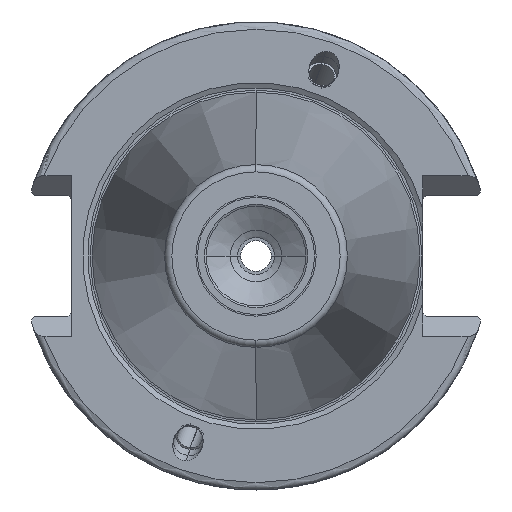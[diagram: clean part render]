
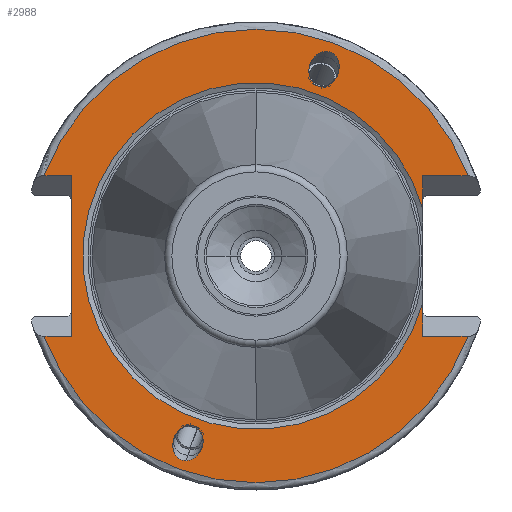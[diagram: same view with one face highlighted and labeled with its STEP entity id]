
A CAD part, left-side view. The second image highlights one B-rep face of the part: STEP entity #2988.
In plain terms, the highlighted planar face has unit normal (-1, 0, 0).
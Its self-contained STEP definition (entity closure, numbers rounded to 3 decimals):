
#365=DIRECTION('',(0.,0.,-1.));
#366=VECTOR('',#365,21.78);
#367=CARTESIAN_POINT('',(1.,25.,10.89));
#368=LINE('',#367,#366);
#593=CARTESIAN_POINT('',(1.,28.757,-10.89));
#599=DIRECTION('',(0.,1.,0.));
#600=VECTOR('',#599,3.757);
#601=CARTESIAN_POINT('',(1.,25.,-10.89));
#602=LINE('',#601,#600);
#603=DIRECTION('',(0.,-1.,0.));
#604=VECTOR('',#603,3.757);
#605=CARTESIAN_POINT('',(1.,28.757,10.89));
#606=LINE('',#605,#604);
#607=DIRECTION('',(0.,-1.,0.));
#608=VECTOR('',#607,6.157);
#609=CARTESIAN_POINT('',(1.,-22.6,10.89));
#610=LINE('',#609,#608);
#611=DIRECTION('',(0.,1.,0.));
#612=VECTOR('',#611,6.157);
#613=CARTESIAN_POINT('',(1.,-28.757,-10.89));
#614=LINE('',#613,#612);
#615=CARTESIAN_POINT('',(1.,9.498,-27.766));
#616=CARTESIAN_POINT('',(1.,9.738,-27.766));
#617=CARTESIAN_POINT('',(1.,10.246,-27.663));
#618=CARTESIAN_POINT('',(1.,10.912,-27.117));
#619=CARTESIAN_POINT('',(1.,11.284,-26.257));
#620=CARTESIAN_POINT('',(1.,11.318,-25.372));
#621=CARTESIAN_POINT('',(1.,11.09,-24.486));
#622=CARTESIAN_POINT('',(1.,10.528,-23.627));
#623=CARTESIAN_POINT('',(1.,9.742,-23.08));
#624=CARTESIAN_POINT('',(1.,9.212,-22.978));
#625=CARTESIAN_POINT('',(1.,8.971,-22.978));
#627=CARTESIAN_POINT('',(1.,8.971,-22.978));
#628=CARTESIAN_POINT('',(1.,8.731,-22.978));
#629=CARTESIAN_POINT('',(1.,8.223,-23.08));
#630=CARTESIAN_POINT('',(1.,7.557,-23.627));
#631=CARTESIAN_POINT('',(1.,7.185,-24.486));
#632=CARTESIAN_POINT('',(1.,7.151,-25.372));
#633=CARTESIAN_POINT('',(1.,7.379,-26.257));
#634=CARTESIAN_POINT('',(1.,7.941,-27.117));
#635=CARTESIAN_POINT('',(1.,8.727,-27.663));
#636=CARTESIAN_POINT('',(1.,9.257,-27.766));
#637=CARTESIAN_POINT('',(1.,9.498,-27.766));
#639=CARTESIAN_POINT('',(1.,-8.971,22.978));
#640=CARTESIAN_POINT('',(1.,-8.731,22.978));
#641=CARTESIAN_POINT('',(1.,-8.223,23.08));
#642=CARTESIAN_POINT('',(1.,-7.557,23.627));
#643=CARTESIAN_POINT('',(1.,-7.185,24.486));
#644=CARTESIAN_POINT('',(1.,-7.151,25.372));
#645=CARTESIAN_POINT('',(1.,-7.379,26.257));
#646=CARTESIAN_POINT('',(1.,-7.941,27.117));
#647=CARTESIAN_POINT('',(1.,-8.727,27.663));
#648=CARTESIAN_POINT('',(1.,-9.257,27.766));
#649=CARTESIAN_POINT('',(1.,-9.498,27.766));
#651=CARTESIAN_POINT('',(1.,-9.498,27.766));
#652=CARTESIAN_POINT('',(1.,-9.738,27.766));
#653=CARTESIAN_POINT('',(1.,-10.246,27.663));
#654=CARTESIAN_POINT('',(1.,-10.912,27.117));
#655=CARTESIAN_POINT('',(1.,-11.284,26.257));
#656=CARTESIAN_POINT('',(1.,-11.318,25.372));
#657=CARTESIAN_POINT('',(1.,-11.09,24.486));
#658=CARTESIAN_POINT('',(1.,-10.528,23.627));
#659=CARTESIAN_POINT('',(1.,-9.742,23.08));
#660=CARTESIAN_POINT('',(1.,-9.212,22.978));
#661=CARTESIAN_POINT('',(1.,-8.971,22.978));
#668=CARTESIAN_POINT('',(1.,0.,0.));
#669=DIRECTION('',(-1.,0.,0.));
#670=DIRECTION('',(0.,0.935,-0.354));
#671=AXIS2_PLACEMENT_3D('',#668,#669,#670);
#892=DIRECTION('',(0.,0.,1.));
#893=VECTOR('',#892,4.449);
#894=CARTESIAN_POINT('',(1.,-22.6,-10.89));
#895=LINE('',#894,#893);
#896=DIRECTION('',(0.,0.,1.));
#897=VECTOR('',#896,4.449);
#898=CARTESIAN_POINT('',(1.,-22.6,6.441));
#899=LINE('',#898,#897);
#912=CARTESIAN_POINT('',(1.,-28.757,-10.89));
#932=CARTESIAN_POINT('',(1.,-22.6,-6.441));
#934=CARTESIAN_POINT('',(1.,0.,0.));
#935=DIRECTION('',(1.,0.,0.));
#936=DIRECTION('',(0.,-0.962,-0.274));
#937=AXIS2_PLACEMENT_3D('',#934,#935,#936);
#939=CARTESIAN_POINT('',(1.,-22.6,6.441));
#1041=CARTESIAN_POINT('',(1.,-28.757,10.89));
#1447=CARTESIAN_POINT('',(1.,0.,0.));
#1448=DIRECTION('',(-1.,0.,0.));
#1449=DIRECTION('',(0.,-0.935,0.354));
#1450=AXIS2_PLACEMENT_3D('',#1447,#1448,#1449);
#1460=CARTESIAN_POINT('',(1.,28.757,10.89));
#1797=VERTEX_POINT('',#939);
#1798=VERTEX_POINT('',#932);
#1853=CARTESIAN_POINT('',(1.,25.,10.89));
#1854=CARTESIAN_POINT('',(1.,25.,-10.89));
#1855=VERTEX_POINT('',#1853);
#1856=VERTEX_POINT('',#1854);
#1857=CARTESIAN_POINT('',(1.,-22.6,-10.89));
#1858=VERTEX_POINT('',#1857);
#1859=CARTESIAN_POINT('',(1.,-22.6,10.89));
#1860=VERTEX_POINT('',#1859);
#1862=VERTEX_POINT('',#593);
#1863=VERTEX_POINT('',#912);
#1866=VERTEX_POINT('',#1041);
#1867=VERTEX_POINT('',#1460);
#1957=VERTEX_POINT('',#615);
#1958=VERTEX_POINT('',#625);
#2003=CARTESIAN_POINT('',(1.,-8.971,22.978));
#2004=VERTEX_POINT('',#2003);
#2005=CARTESIAN_POINT('',(1.,-9.498,27.766));
#2006=VERTEX_POINT('',#2005);
#2951=CARTESIAN_POINT('',(1.,0.,0.));
#2952=DIRECTION('',(1.,0.,0.));
#2953=DIRECTION('',(0.,0.,1.));
#2954=AXIS2_PLACEMENT_3D('',#2951,#2952,#2953);
#2955=PLANE('',#2954);
#2957=ORIENTED_EDGE('',*,*,#2956,.F.);
#2958=ORIENTED_EDGE('',*,*,#2940,.F.);
#2959=ORIENTED_EDGE('',*,*,#2646,.F.);
#2961=ORIENTED_EDGE('',*,*,#2960,.F.);
#2963=ORIENTED_EDGE('',*,*,#2962,.F.);
#2965=ORIENTED_EDGE('',*,*,#2964,.F.);
#2967=ORIENTED_EDGE('',*,*,#2966,.F.);
#2969=ORIENTED_EDGE('',*,*,#2968,.F.);
#2971=ORIENTED_EDGE('',*,*,#2970,.F.);
#2973=ORIENTED_EDGE('',*,*,#2972,.F.);
#2974=EDGE_LOOP('',(#2957,#2958,#2959,#2961,#2963,#2965,#2967,#2969,#2971,
#2973));
#2975=FACE_OUTER_BOUND('',#2974,.F.);
#2977=ORIENTED_EDGE('',*,*,#2976,.F.);
#2979=ORIENTED_EDGE('',*,*,#2978,.F.);
#2980=EDGE_LOOP('',(#2977,#2979));
#2981=FACE_BOUND('',#2980,.F.);
#2983=ORIENTED_EDGE('',*,*,#2982,.F.);
#2985=ORIENTED_EDGE('',*,*,#2984,.F.);
#2986=EDGE_LOOP('',(#2983,#2985));
#2987=FACE_BOUND('',#2986,.F.);
#2988=ADVANCED_FACE('',(#2975,#2981,#2987),#2955,.F.);
#626=B_SPLINE_CURVE_WITH_KNOTS('',3,(#615,#616,#617,#618,#619,#620,#621,#622,
#623,#624,#625),.UNSPECIFIED.,.F.,.F.,(4,1,1,1,1,1,1,1,4),(0.,0.125,0.25,
0.375,0.5,0.625,0.75,0.875,1.),.UNSPECIFIED.);
#638=B_SPLINE_CURVE_WITH_KNOTS('',3,(#627,#628,#629,#630,#631,#632,#633,#634,
#635,#636,#637),.UNSPECIFIED.,.F.,.F.,(4,1,1,1,1,1,1,1,4),(0.,0.125,0.25,
0.375,0.5,0.625,0.75,0.875,1.),.UNSPECIFIED.);
#650=B_SPLINE_CURVE_WITH_KNOTS('',3,(#639,#640,#641,#642,#643,#644,#645,#646,
#647,#648,#649),.UNSPECIFIED.,.F.,.F.,(4,1,1,1,1,1,1,1,4),(0.,0.125,0.25,
0.375,0.5,0.625,0.75,0.875,1.),.UNSPECIFIED.);
#662=B_SPLINE_CURVE_WITH_KNOTS('',3,(#651,#652,#653,#654,#655,#656,#657,#658,
#659,#660,#661),.UNSPECIFIED.,.F.,.F.,(4,1,1,1,1,1,1,1,4),(0.,0.125,0.25,
0.375,0.5,0.625,0.75,0.875,1.),.UNSPECIFIED.);
#672=CIRCLE('',#671,30.75);
#938=CIRCLE('',#937,23.5);
#1451=CIRCLE('',#1450,30.75);
#2646=EDGE_CURVE('',#1855,#1856,#368,.T.);
#2940=EDGE_CURVE('',#1856,#1862,#602,.T.);
#2956=EDGE_CURVE('',#1862,#1863,#672,.T.);
#2960=EDGE_CURVE('',#1867,#1855,#606,.T.);
#2962=EDGE_CURVE('',#1866,#1867,#1451,.T.);
#2964=EDGE_CURVE('',#1860,#1866,#610,.T.);
#2966=EDGE_CURVE('',#1797,#1860,#899,.T.);
#2968=EDGE_CURVE('',#1798,#1797,#938,.T.);
#2970=EDGE_CURVE('',#1858,#1798,#895,.T.);
#2972=EDGE_CURVE('',#1863,#1858,#614,.T.);
#2976=EDGE_CURVE('',#1957,#1958,#626,.T.);
#2978=EDGE_CURVE('',#1958,#1957,#638,.T.);
#2982=EDGE_CURVE('',#2004,#2006,#650,.T.);
#2984=EDGE_CURVE('',#2006,#2004,#662,.T.);
